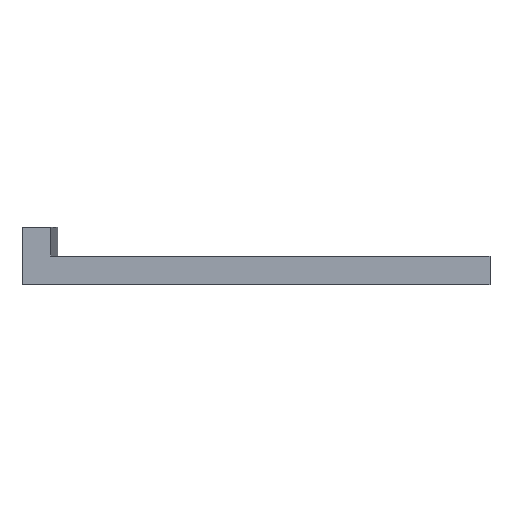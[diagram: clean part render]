
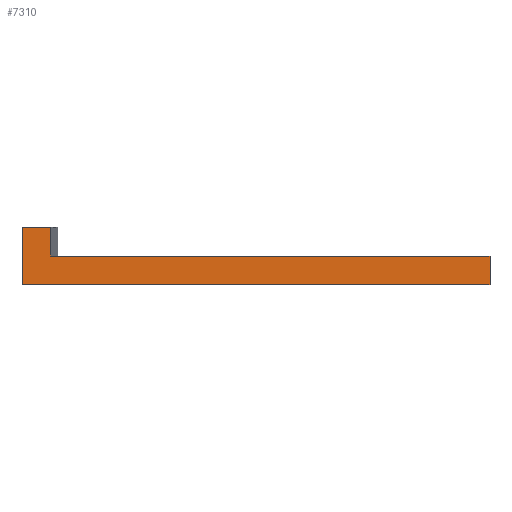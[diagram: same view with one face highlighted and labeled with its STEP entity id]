
A CAD part, front view. The second image highlights one B-rep face of the part: STEP entity #7310.
In plain terms, the highlighted planar face has unit normal (0, -1, 0).
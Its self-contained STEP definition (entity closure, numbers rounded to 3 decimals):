
#883=CARTESIAN_POINT('',(-290.,1206.5,484.625));
#884=VERTEX_POINT('',#883);
#885=CARTESIAN_POINT('',(-354.989,1206.5,484.625));
#886=VERTEX_POINT('',#885);
#887=CARTESIAN_POINT('',(-290.,1206.5,484.625));
#888=DIRECTION('',(-1.,-0.,0.));
#889=VECTOR('',#888,64.989);
#890=LINE('',#887,#889);
#891=EDGE_CURVE('',#884,#886,#890,.T.);
#6291=CARTESIAN_POINT('',(-350.989,1206.5,492.625));
#6292=VERTEX_POINT('',#6291);
#6299=CARTESIAN_POINT('',(-350.989,1206.5,488.625));
#6300=VERTEX_POINT('',#6299);
#6301=CARTESIAN_POINT('',(-350.989,1206.5,488.625));
#6302=DIRECTION('',(-0.,-0.,1.));
#6303=VECTOR('',#6302,4.);
#6304=LINE('',#6301,#6303);
#6305=EDGE_CURVE('',#6300,#6292,#6304,.T.);
#7195=CARTESIAN_POINT('',(-290.,1206.5,488.625));
#7196=VERTEX_POINT('',#7195);
#7205=CARTESIAN_POINT('',(-290.,1206.5,488.625));
#7206=DIRECTION('',(0.,0.,-1.));
#7207=VECTOR('',#7206,4.);
#7208=LINE('',#7205,#7207);
#7209=EDGE_CURVE('',#7196,#884,#7208,.T.);
#7268=CARTESIAN_POINT('',(-354.989,1206.5,492.625));
#7269=VERTEX_POINT('',#7268);
#7270=CARTESIAN_POINT('',(-354.989,1206.5,492.625));
#7271=DIRECTION('',(0.,0.,-1.));
#7272=VECTOR('',#7271,8.);
#7273=LINE('',#7270,#7272);
#7274=EDGE_CURVE('',#7269,#886,#7273,.T.);
#7287=CARTESIAN_POINT('',(-352.495,1206.5,492.625));
#7288=DIRECTION('',(0.,-1.,0.));
#7289=DIRECTION('',(-1.,0.,0.));
#7290=AXIS2_PLACEMENT_3D('',#7287,#7288,#7289);
#7291=PLANE('',#7290);
#7292=CARTESIAN_POINT('',(-350.989,1206.5,488.625));
#7293=DIRECTION('',(1.,0.,-0.));
#7294=VECTOR('',#7293,60.989);
#7295=LINE('',#7292,#7294);
#7296=EDGE_CURVE('',#6300,#7196,#7295,.T.);
#7297=ORIENTED_EDGE('',*,*,#7296,.F.);
#7298=ORIENTED_EDGE('',*,*,#6305,.T.);
#7299=CARTESIAN_POINT('',(-350.989,1206.5,492.625));
#7300=DIRECTION('',(-1.,0.,0.));
#7301=VECTOR('',#7300,4.);
#7302=LINE('',#7299,#7301);
#7303=EDGE_CURVE('',#6292,#7269,#7302,.T.);
#7304=ORIENTED_EDGE('',*,*,#7303,.T.);
#7305=ORIENTED_EDGE('',*,*,#7274,.T.);
#7306=ORIENTED_EDGE('',*,*,#891,.F.);
#7307=ORIENTED_EDGE('',*,*,#7209,.F.);
#7308=EDGE_LOOP('',(#7297,#7298,#7304,#7305,#7306,#7307));
#7309=FACE_BOUND('',#7308,.T.);
#7310=ADVANCED_FACE('Corpo 272*2',(#7309),#7291,.T.);
